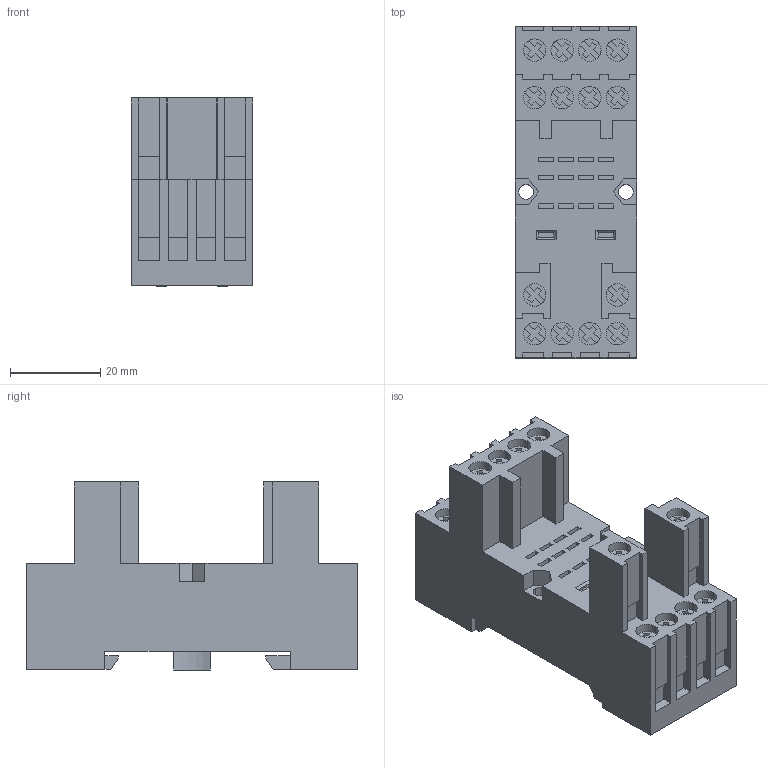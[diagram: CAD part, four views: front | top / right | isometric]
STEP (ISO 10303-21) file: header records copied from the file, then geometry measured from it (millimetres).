
FILE_DESCRIPTION(/* description */ (''),/* implementation_level */ '2;1');
FILE_NAME(/* name */ 'c_ypt78704--_3d.stp',/* time_stamp */ '2020-03-09T16:51:27+01:00',/* author */ ('f.bogacz'),/* organization */ (''),/* preprocessor_version */ 'ST-DEVELOPER v17.2',/* originating_system */ 'AutoCAD Mechanical',/* authorisation */ '');
FILE_SCHEMA (('AUTOMOTIVE_DESIGN { 1 0 10303 214 3 1 1 }'));
Length unit declared in the file: millimetre
Products named in the file (2): Product; YPT78704--
Assembly tree (1 placements, depth 2):
  Product
    YPT78704--
Bounding box: 27 x 73.5 x 41.65 mm (x, y, z)
Volume: 47943.3 mm3; surface area: 13878.7 mm2
Topology: 1 solids, 1 shells, 452 faces, 1252 edges, 832 vertices
Faces by surface type: plane 417, cylinder 35
Entity records: 14289 total; most frequent: CARTESIAN_POINT 2539, ORIENTED_EDGE 2504, DIRECTION 2288, EDGE_CURVE 1252, LINE 1126, VECTOR 1126, VERTEX_POINT 832, AXIS2_PLACEMENT_3D 581
